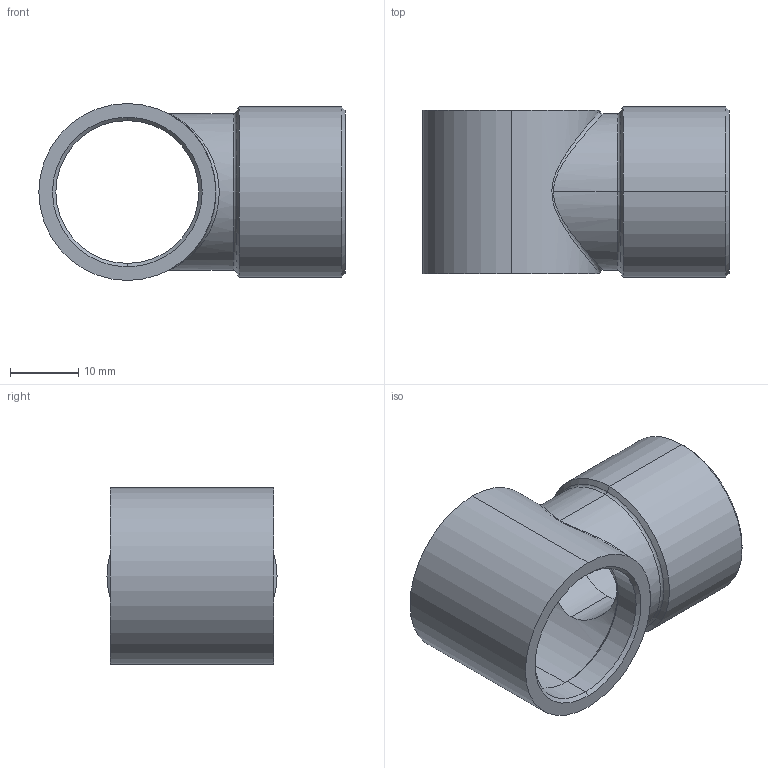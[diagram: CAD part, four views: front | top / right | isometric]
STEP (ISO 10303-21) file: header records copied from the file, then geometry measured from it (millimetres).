
FILE_DESCRIPTION (( 'STEP AP203' ), '1' );
FILE_NAME ('05320004.STEP', '2010-09-15T07:53:40', ( 'Flavio' ), ( '' ), 'SwSTEP 2.0', 'SolidWorks 2009', '' );
FILE_SCHEMA (( 'CONFIG_CONTROL_DESIGN' ));
Length unit declared in the file: millimetre
Products named in the file (1): 05320004
Bounding box: 45 x 25 x 26 mm (x, y, z)
Volume: 8207 mm3; surface area: 6490.6 mm2
Topology: 1 solids, 1 shells, 40 faces, 86 edges, 48 vertices
Faces by surface type: cylinder 17, cone 16, plane 3, bspline 2, torus 2
Entity records: 2558 total; most frequent: CARTESIAN_POINT 1604, DIRECTION 198, ORIENTED_EDGE 172, EDGE_CURVE 86, AXIS2_PLACEMENT_3D 83, VERTEX_POINT 48, CIRCLE 44, EDGE_LOOP 44
